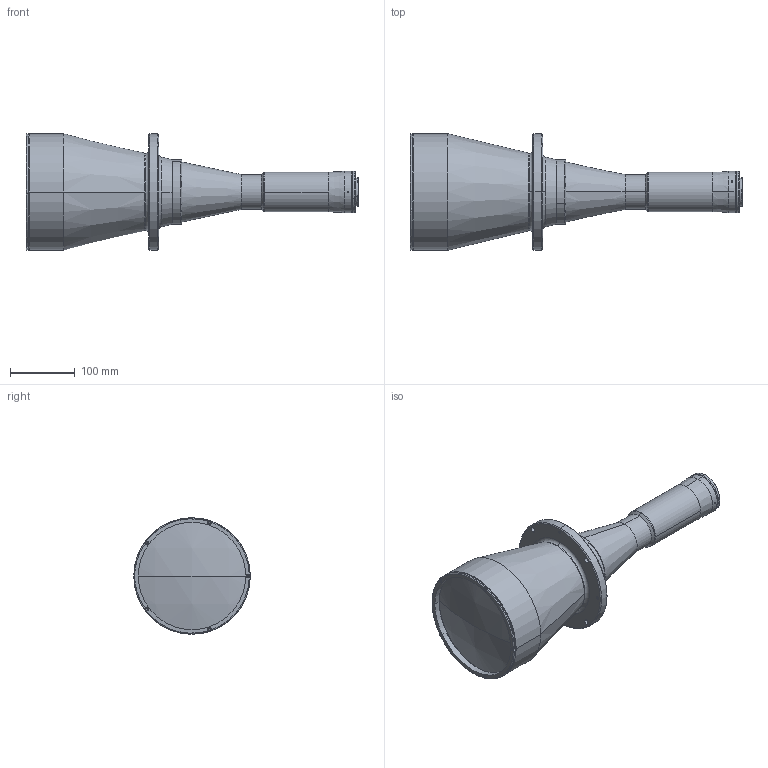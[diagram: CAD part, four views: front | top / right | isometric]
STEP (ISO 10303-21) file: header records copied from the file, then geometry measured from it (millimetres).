
FILE_DESCRIPTION (( 'STEP AP203' ), '1' );
FILE_NAME ('TC12MHR120.step', '2018-09-28T08:06:21', ( '' ), ( '' ), 'SwSTEP 2.0', 'SolidWorks 2017', '' );
FILE_SCHEMA (( 'CONFIG_CONTROL_DESIGN' ));
Length unit declared in the file: millimetre
Products named in the file (1): TC12MHR120
Bounding box: 513.03 x 180 x 180 mm (x, y, z)
Surface area: 255282.2 mm2 (no closed solid volume)
Topology: 0 solids, 20 shells, 180 faces, 560 edges, 394 vertices
Faces by surface type: cylinder 86, plane 44, cone 25, torus 21, sphere 4
Entity records: 6629 total; most frequent: CARTESIAN_POINT 1411, DIRECTION 1191, ORIENTED_EDGE 890, EDGE_CURVE 560, AXIS2_PLACEMENT_3D 476, VERTEX_POINT 394, CIRCLE 295, LINE 239
